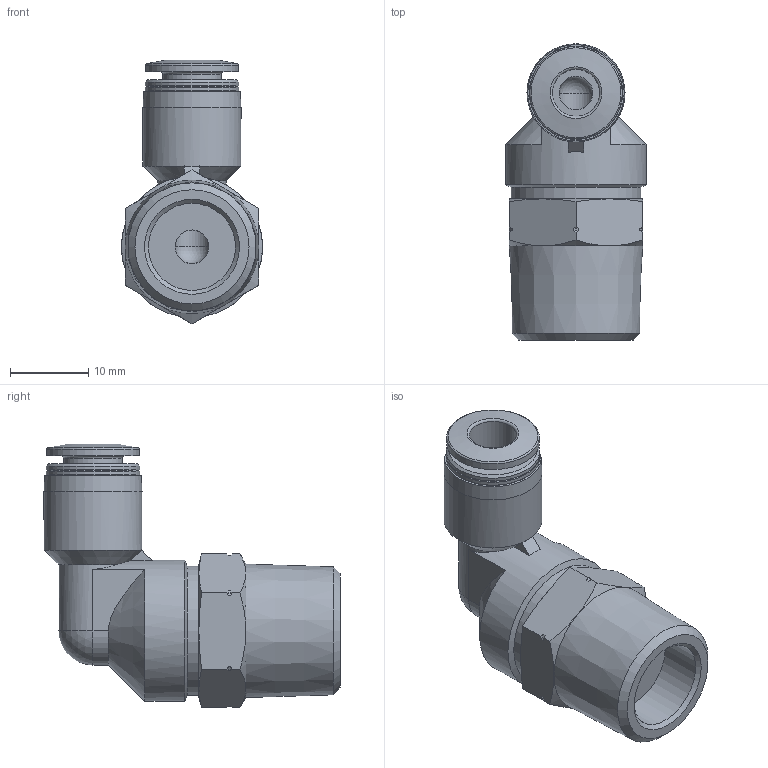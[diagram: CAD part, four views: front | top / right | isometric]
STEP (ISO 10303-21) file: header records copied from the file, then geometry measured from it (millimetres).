
FILE_DESCRIPTION(/* description */ ('STEP AP214'),/* implementation_level */ '2;1');
FILE_NAME(/* name */ '190660_QSL-3_8-6',/* time_stamp */ '2024-09-12T08:33:19+02:00',/* author */ ('License CC BY-ND 4.0'),/* organization */ ('CADENAS'),/* preprocessor_version */ 'ST-DEVELOPER v19.3',/* originating_system */ 'PARTsolutions',/* authorisation */ ' ');
FILE_SCHEMA (('AUTOMOTIVE_DESIGN {1 0 10303 214 3 1 1}'));
Length unit declared in the file: millimetre
Products named in the file (1): 190660 QSL-3/8-6
Bounding box: 18 x 37.75 x 33.62 mm (x, y, z)
Volume: 7243.6 mm3; surface area: 3857.5 mm2
Topology: 1 solids, 1 shells, 80 faces, 189 edges, 115 vertices
Faces by surface type: cone 37, cylinder 19, plane 19, torus 3, sphere 2
Full cylindrical faces by diameter (mm): 4.3 x2, 6 x1, 7.5 x1, 11.108 x1, 11.8 x1, 11.9 x2, 12.5 x1, 16.5 x1, 18 x1
Entity records: 2760 total; most frequent: CARTESIAN_POINT 527, DIRECTION 330, ORIENTED_EDGE 318, EDGE_CURVE 159, AXIS2_PLACEMENT_3D 147, EDGE_LOOP 112, FACE_BOUND 112, VERTEX_POINT 111
